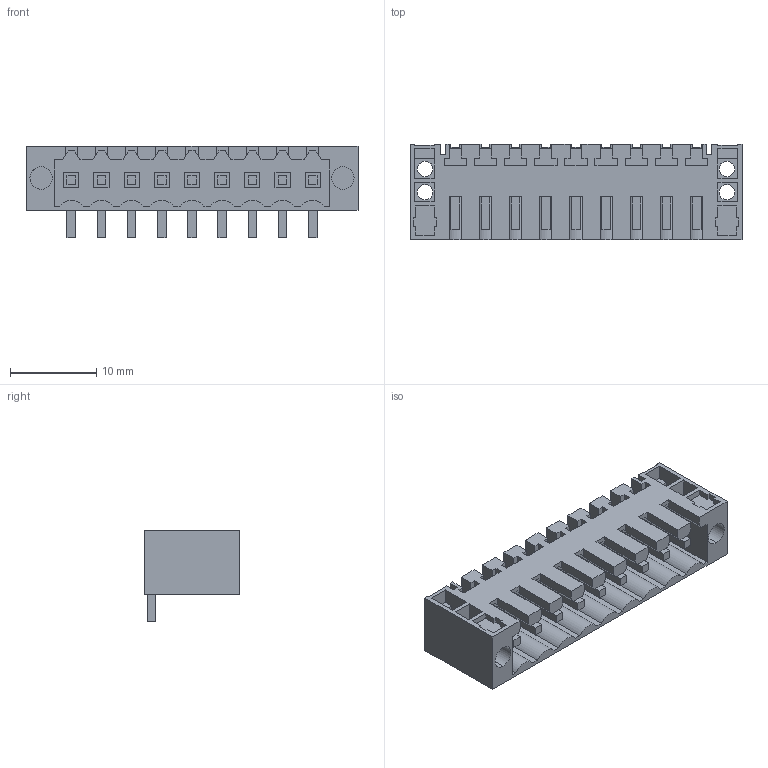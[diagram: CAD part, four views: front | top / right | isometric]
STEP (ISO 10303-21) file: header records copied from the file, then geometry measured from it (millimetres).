
FILE_DESCRIPTION(('CATIA V5 STEP Exchange','CAx-IF Rec.Pracs.--- Model Styling and Organization---1.4--- 2014-01-23'),'2;1');
FILE_NAME ('D1457231_1_1842150000_1842150000.stp','2021-08-12T06:32:36+00:00',('none'),('Weidmueller'),'CATIA Version 5-6 Release 2016 SP3 HF44','CATIA V5 STEP AP214','none');
FILE_SCHEMA(('AUTOMOTIVE_DESIGN { 1 0 10303 214 1 1 1 1 }'));
Length unit declared in the file: millimetre
Products named in the file (1): 1842150000
Bounding box: 38.5 x 11.05 x 10.65 mm (x, y, z)
Volume: 1401 mm3; surface area: 3676.3 mm2
Topology: 10 solids, 10 shells, 532 faces, 1586 edges, 1080 vertices
Faces by surface type: plane 507, cylinder 25
Entity records: 17169 total; most frequent: ORIENTED_EDGE 3172, CARTESIAN_POINT 3042, DIRECTION 2251, EDGE_CURVE 1586, VECTOR 1536, LINE 1536, VERTEX_POINT 1080, EDGE_LOOP 570
